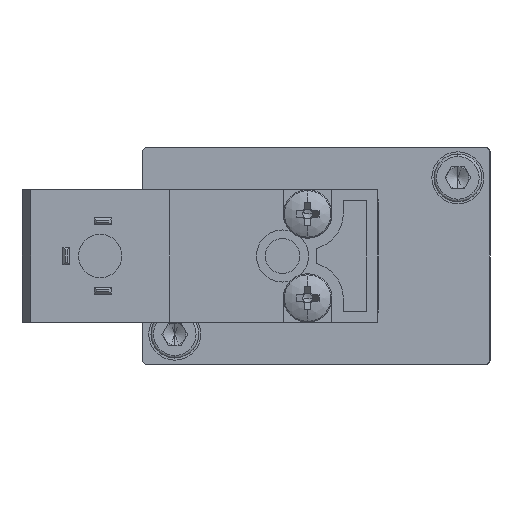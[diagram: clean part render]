
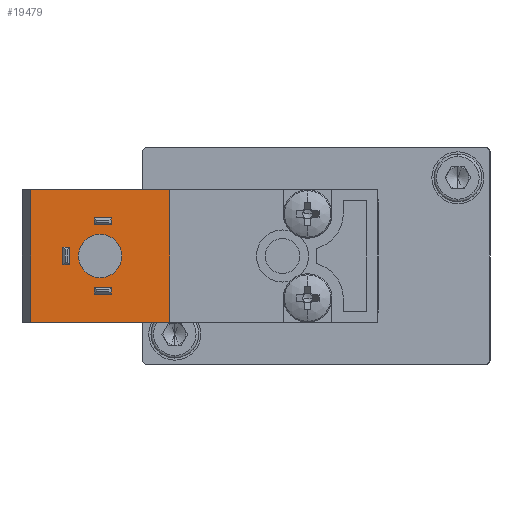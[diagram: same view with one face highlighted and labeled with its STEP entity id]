
A CAD part, left-side view. The second image highlights one B-rep face of the part: STEP entity #19479.
In plain terms, the highlighted planar face has unit normal (-1, 0, 0).
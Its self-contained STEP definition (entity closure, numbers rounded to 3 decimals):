
#505 = VERTEX_POINT ( 'NONE', #43044 ) ;
#611 = AXIS2_PLACEMENT_3D ( 'NONE', #32859, #16336, #40246 ) ;
#836 = CARTESIAN_POINT ( 'NONE',  ( -73.6, 36.9, 12.5 ) ) ;
#1339 = EDGE_CURVE ( 'NONE', #21231, #12055, #38077, .T. ) ;
#1412 = VECTOR ( 'NONE', #6507, 1000. ) ;
#1627 = ORIENTED_EDGE ( 'NONE', *, *, #41731, .F. ) ;
#1949 = EDGE_CURVE ( 'NONE', #29486, #49282, #24251, .T. ) ;
#2411 = DIRECTION ( 'NONE',  ( 0., -1., 0. ) ) ;
#3145 = CARTESIAN_POINT ( 'NONE',  ( -73.6, 12.9, 4.85 ) ) ;
#3833 = VECTOR ( 'NONE', #50285, 1000. ) ;
#4144 = EDGE_CURVE ( 'NONE', #4839, #29486, #23247, .T. ) ;
#4250 = EDGE_CURVE ( 'NONE', #42245, #34275, #50925, .T. ) ;
#4343 = ORIENTED_EDGE ( 'NONE', *, *, #1339, .F. ) ;
#4839 = VERTEX_POINT ( 'NONE', #29731 ) ;
#4942 = EDGE_CURVE ( 'NONE', #11544, #28528, #23945, .T. ) ;
#5220 = LINE ( 'NONE', #36459, #15273 ) ;
#5257 = ORIENTED_EDGE ( 'NONE', *, *, #16437, .F. ) ;
#5641 = EDGE_CURVE ( 'NONE', #11374, #34275, #43961, .T. ) ;
#5852 = ORIENTED_EDGE ( 'NONE', *, *, #32393, .T. ) ;
#6291 = CARTESIAN_POINT ( 'NONE',  ( -73.6, 48.4, 11.5 ) ) ;
#6507 = DIRECTION ( 'NONE',  ( 0., -1., 0. ) ) ;
#6744 = ORIENTED_EDGE ( 'NONE', *, *, #4250, .T. ) ;
#7287 = VECTOR ( 'NONE', #28309, 1000. ) ;
#7397 = ORIENTED_EDGE ( 'NONE', *, *, #1949, .T. ) ;
#8332 = ORIENTED_EDGE ( 'NONE', *, *, #39096, .T. ) ;
#8333 = DIRECTION ( 'NONE',  ( 0., 0., 1. ) ) ;
#8545 = CARTESIAN_POINT ( 'NONE',  ( -73.6, 45.6, 16.1 ) ) ;
#9024 = EDGE_CURVE ( 'NONE', #21231, #17863, #12073, .T. ) ;
#9447 = CARTESIAN_POINT ( 'NONE',  ( -73.6, 36.9, 20.15 ) ) ;
#10255 = VECTOR ( 'NONE', #47617, 1000. ) ;
#10495 = VECTOR ( 'NONE', #38593, 1000. ) ;
#10847 = AXIS2_PLACEMENT_3D ( 'NONE', #50630, #22874, #14757 ) ;
#11024 = EDGE_CURVE ( 'NONE', #42245, #34715, #46434, .T. ) ;
#11374 = VERTEX_POINT ( 'NONE', #42864 ) ;
#11544 = VERTEX_POINT ( 'NONE', #13144 ) ;
#11966 = LINE ( 'NONE', #36952, #46594 ) ;
#12055 = VERTEX_POINT ( 'NONE', #8545 ) ;
#12073 = LINE ( 'NONE', #22501, #1412 ) ;
#12187 = ORIENTED_EDGE ( 'NONE', *, *, #30494, .T. ) ;
#12249 = CARTESIAN_POINT ( 'NONE',  ( -73.6, 44.9, 15. ) ) ;
#12413 = DIRECTION ( 'NONE',  ( 0., 1., 0. ) ) ;
#12537 = VECTOR ( 'NONE', #20499, 1000. ) ;
#13144 = CARTESIAN_POINT ( 'NONE',  ( -73.6, 48.4, 13.5 ) ) ;
#13417 = FACE_BOUND ( 'NONE', #35379, .T. ) ;
#14397 = CARTESIAN_POINT ( 'NONE',  ( -73.6, 52.9, 4.85 ) ) ;
#14757 = DIRECTION ( 'NONE',  ( 0., 0., 1. ) ) ;
#15273 = VECTOR ( 'NONE', #24710, 1000. ) ;
#15316 = FACE_BOUND ( 'NONE', #40984, .T. ) ;
#15408 = CARTESIAN_POINT ( 'NONE',  ( -73.6, 45.4, 16.1 ) ) ;
#16203 = CARTESIAN_POINT ( 'NONE',  ( -73.6, 49.2, 12.5 ) ) ;
#16293 = VECTOR ( 'NONE', #48469, 1000. ) ;
#16336 = DIRECTION ( 'NONE',  ( 1., 0., 0. ) ) ;
#16437 = EDGE_CURVE ( 'NONE', #19483, #49282, #11966, .T. ) ;
#16450 = ORIENTED_EDGE ( 'NONE', *, *, #9024, .T. ) ;
#16768 = LINE ( 'NONE', #50219, #10495 ) ;
#17863 = VERTEX_POINT ( 'NONE', #28030 ) ;
#19479 = ADVANCED_FACE ( 'NONE', ( #32923, #30418, #15316, #13417, #46788 ), #37787, .T. ) ;
#19483 = VERTEX_POINT ( 'NONE', #14397 ) ;
#19967 = CARTESIAN_POINT ( 'NONE',  ( -73.6, 45.6, 16.9 ) ) ;
#20046 = CARTESIAN_POINT ( 'NONE',  ( -73.6, 45.6, 16.1 ) ) ;
#20326 = CARTESIAN_POINT ( 'NONE',  ( -73.6, 45.4, 8.9 ) ) ;
#20499 = DIRECTION ( 'NONE',  ( 0., 0., 1. ) ) ;
#20749 = EDGE_LOOP ( 'NONE', ( #47993, #36858, #25129, #6744 ) ) ;
#21231 = VERTEX_POINT ( 'NONE', #19967 ) ;
#21405 = LINE ( 'NONE', #6291, #50326 ) ;
#22501 = CARTESIAN_POINT ( 'NONE',  ( -73.6, 45.4, 16.9 ) ) ;
#22874 = DIRECTION ( 'NONE',  ( -1., 0., 0. ) ) ;
#23247 = LINE ( 'NONE', #836, #12537 ) ;
#23945 = LINE ( 'NONE', #34100, #3833 ) ;
#24197 = CARTESIAN_POINT ( 'NONE',  ( -73.6, 43.6, 8.9 ) ) ;
#24251 = LINE ( 'NONE', #24560, #39314 ) ;
#24560 = CARTESIAN_POINT ( 'NONE',  ( -73.6, 45.4, 20.15 ) ) ;
#24710 = DIRECTION ( 'NONE',  ( 0., 0., -1. ) ) ;
#25129 = ORIENTED_EDGE ( 'NONE', *, *, #11024, .F. ) ;
#27082 = CARTESIAN_POINT ( 'NONE',  ( -73.6, 52.9, 20.15 ) ) ;
#28030 = CARTESIAN_POINT ( 'NONE',  ( -73.6, 43.6, 16.9 ) ) ;
#28151 = CARTESIAN_POINT ( 'NONE',  ( -73.6, 49.2, 11.5 ) ) ;
#28309 = DIRECTION ( 'NONE',  ( 0., 0., -1. ) ) ;
#28486 = ORIENTED_EDGE ( 'NONE', *, *, #4144, .T. ) ;
#28528 = VERTEX_POINT ( 'NONE', #34237 ) ;
#28643 = CARTESIAN_POINT ( 'NONE',  ( -73.6, 48.4, 11.5 ) ) ;
#29280 = EDGE_CURVE ( 'NONE', #505, #12055, #44846, .T. ) ;
#29486 = VERTEX_POINT ( 'NONE', #9447 ) ;
#29731 = CARTESIAN_POINT ( 'NONE',  ( -73.6, 36.9, 4.85 ) ) ;
#30418 = FACE_BOUND ( 'NONE', #20749, .T. ) ;
#30494 = EDGE_CURVE ( 'NONE', #34137, #34321, #49113, .T. ) ;
#30784 = ORIENTED_EDGE ( 'NONE', *, *, #34234, .F. ) ;
#31038 = CIRCLE ( 'NONE', #45785, 2.5 ) ;
#32393 = EDGE_CURVE ( 'NONE', #50440, #28528, #50761, .T. ) ;
#32859 = CARTESIAN_POINT ( 'NONE',  ( -73.6, 44.9, 12.5 ) ) ;
#32923 = FACE_BOUND ( 'NONE', #43962, .T. ) ;
#33183 = VECTOR ( 'NONE', #50468, 1000. ) ;
#33627 = DIRECTION ( 'NONE',  ( 0., 1., 0. ) ) ;
#33750 = VECTOR ( 'NONE', #8333, 1000. ) ;
#33862 = CARTESIAN_POINT ( 'NONE',  ( -73.6, 44.9, 12.5 ) ) ;
#33916 = LINE ( 'NONE', #3145, #39536 ) ;
#34100 = CARTESIAN_POINT ( 'NONE',  ( -73.6, 49.2, 13.5 ) ) ;
#34137 = VERTEX_POINT ( 'NONE', #47264 ) ;
#34234 = EDGE_CURVE ( 'NONE', #4839, #19483, #33916, .T. ) ;
#34237 = CARTESIAN_POINT ( 'NONE',  ( -73.6, 49.2, 13.5 ) ) ;
#34275 = VERTEX_POINT ( 'NONE', #43883 ) ;
#34321 = VERTEX_POINT ( 'NONE', #12249 ) ;
#34474 = CARTESIAN_POINT ( 'NONE',  ( -73.6, 45.6, 8.1 ) ) ;
#34715 = VERTEX_POINT ( 'NONE', #47598 ) ;
#35379 = EDGE_LOOP ( 'NONE', ( #8332, #12187 ) ) ;
#35949 = DIRECTION ( 'NONE',  ( 0., 0., 1. ) ) ;
#36459 = CARTESIAN_POINT ( 'NONE',  ( -73.6, 48.4, 12.5 ) ) ;
#36743 = VERTEX_POINT ( 'NONE', #28643 ) ;
#36858 = ORIENTED_EDGE ( 'NONE', *, *, #50029, .T. ) ;
#36952 = CARTESIAN_POINT ( 'NONE',  ( -73.6, 52.9, 8.675 ) ) ;
#37043 = VECTOR ( 'NONE', #35949, 1000. ) ;
#37559 = DIRECTION ( 'NONE',  ( 1., 0., 0. ) ) ;
#37787 = PLANE ( 'NONE',  #10847 ) ;
#38077 = LINE ( 'NONE', #20046, #7287 ) ;
#38593 = DIRECTION ( 'NONE',  ( 0., 0., 1. ) ) ;
#38715 = EDGE_LOOP ( 'NONE', ( #28486, #7397, #5257, #30784 ) ) ;
#39096 = EDGE_CURVE ( 'NONE', #34321, #34137, #31038, .T. ) ;
#39314 = VECTOR ( 'NONE', #12413, 1000. ) ;
#39536 = VECTOR ( 'NONE', #43522, 1000. ) ;
#39739 = ORIENTED_EDGE ( 'NONE', *, *, #4942, .F. ) ;
#40212 = ORIENTED_EDGE ( 'NONE', *, *, #40381, .F. ) ;
#40246 = DIRECTION ( 'NONE',  ( 0., 0., 1. ) ) ;
#40381 = EDGE_CURVE ( 'NONE', #50440, #36743, #21405, .T. ) ;
#40984 = EDGE_LOOP ( 'NONE', ( #42907, #40212, #5852, #39739 ) ) ;
#41731 = EDGE_CURVE ( 'NONE', #505, #17863, #16768, .T. ) ;
#42245 = VERTEX_POINT ( 'NONE', #44556 ) ;
#42654 = VECTOR ( 'NONE', #33627, 1000. ) ;
#42864 = CARTESIAN_POINT ( 'NONE',  ( -73.6, 43.6, 8.1 ) ) ;
#42907 = ORIENTED_EDGE ( 'NONE', *, *, #47000, .T. ) ;
#43044 = CARTESIAN_POINT ( 'NONE',  ( -73.6, 43.6, 16.1 ) ) ;
#43522 = DIRECTION ( 'NONE',  ( 0., 1., 0. ) ) ;
#43883 = CARTESIAN_POINT ( 'NONE',  ( -73.6, 43.6, 8.9 ) ) ;
#43961 = LINE ( 'NONE', #24197, #37043 ) ;
#43962 = EDGE_LOOP ( 'NONE', ( #1627, #46652, #4343, #16450 ) ) ;
#44556 = CARTESIAN_POINT ( 'NONE',  ( -73.6, 45.6, 8.9 ) ) ;
#44558 = LINE ( 'NONE', #49989, #42654 ) ;
#44846 = LINE ( 'NONE', #15408, #10255 ) ;
#45402 = DIRECTION ( 'NONE',  ( 0., 0., 1. ) ) ;
#45785 = AXIS2_PLACEMENT_3D ( 'NONE', #33862, #37559, #46202 ) ;
#46202 = DIRECTION ( 'NONE',  ( 0., 0., 1. ) ) ;
#46434 = LINE ( 'NONE', #34474, #33183 ) ;
#46594 = VECTOR ( 'NONE', #45402, 1000. ) ;
#46652 = ORIENTED_EDGE ( 'NONE', *, *, #29280, .T. ) ;
#46788 = FACE_OUTER_BOUND ( 'NONE', #38715, .T. ) ;
#47000 = EDGE_CURVE ( 'NONE', #11544, #36743, #5220, .T. ) ;
#47264 = CARTESIAN_POINT ( 'NONE',  ( -73.6, 44.9, 10. ) ) ;
#47598 = CARTESIAN_POINT ( 'NONE',  ( -73.6, 45.6, 8.1 ) ) ;
#47617 = DIRECTION ( 'NONE',  ( 0., 1., 0. ) ) ;
#47993 = ORIENTED_EDGE ( 'NONE', *, *, #5641, .F. ) ;
#48469 = DIRECTION ( 'NONE',  ( 0., -1., 0. ) ) ;
#49113 = CIRCLE ( 'NONE', #611, 2.5 ) ;
#49282 = VERTEX_POINT ( 'NONE', #27082 ) ;
#49989 = CARTESIAN_POINT ( 'NONE',  ( -73.6, 45.4, 8.1 ) ) ;
#50029 = EDGE_CURVE ( 'NONE', #11374, #34715, #44558, .T. ) ;
#50219 = CARTESIAN_POINT ( 'NONE',  ( -73.6, 43.6, 16.9 ) ) ;
#50285 = DIRECTION ( 'NONE',  ( 0., 1., 0. ) ) ;
#50326 = VECTOR ( 'NONE', #2411, 1000. ) ;
#50440 = VERTEX_POINT ( 'NONE', #28151 ) ;
#50468 = DIRECTION ( 'NONE',  ( 0., 0., -1. ) ) ;
#50630 = CARTESIAN_POINT ( 'NONE',  ( -73.6, 45.4, 12.5 ) ) ;
#50761 = LINE ( 'NONE', #16203, #33750 ) ;
#50925 = LINE ( 'NONE', #20326, #16293 ) ;
